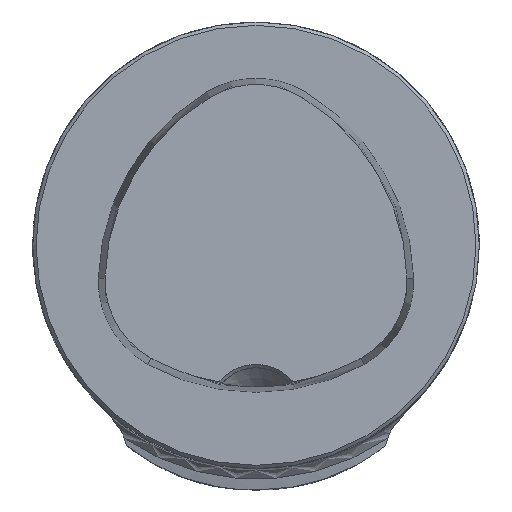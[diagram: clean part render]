
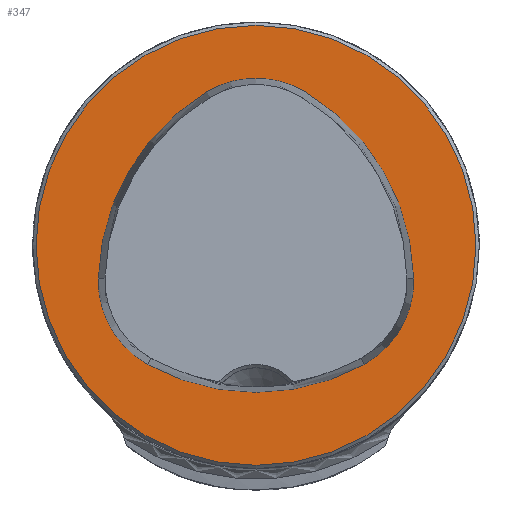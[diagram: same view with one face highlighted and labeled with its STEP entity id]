
A CAD part, top view. The second image highlights one B-rep face of the part: STEP entity #347.
In plain terms, the highlighted planar face has unit normal (0, 0, 1).
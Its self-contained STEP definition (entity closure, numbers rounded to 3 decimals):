
#124=FACE_BOUND('',#663,.T.);
#125=FACE_BOUND('',#664,.T.);
#295=CIRCLE('',#2429,20.063);
#297=CIRCLE('',#2432,20.063);
#298=CIRCLE('',#2433,8.563);
#299=CIRCLE('',#2434,20.063);
#300=CIRCLE('',#2435,8.563);
#301=CIRCLE('',#2436,8.563);
#302=CIRCLE('',#2437,19.7);
#347=ADVANCED_FACE('CU_E_LO_SU_1',(#124,#125),#472,.T.);
#472=PLANE('',#2438);
#663=EDGE_LOOP('',(#969,#970,#971,#972,#973,#974));
#664=EDGE_LOOP('',(#975));
#969=ORIENTED_EDGE('',*,*,#1821,.F.);
#970=ORIENTED_EDGE('',*,*,#1822,.F.);
#971=ORIENTED_EDGE('',*,*,#1823,.F.);
#972=ORIENTED_EDGE('',*,*,#1824,.F.);
#973=ORIENTED_EDGE('',*,*,#1818,.F.);
#974=ORIENTED_EDGE('',*,*,#1825,.F.);
#975=ORIENTED_EDGE('',*,*,#1826,.T.);
#1592=VERTEX_POINT('',#3860);
#1593=VERTEX_POINT('',#3862);
#1595=VERTEX_POINT('',#3868);
#1596=VERTEX_POINT('',#3869);
#1597=VERTEX_POINT('',#3871);
#1598=VERTEX_POINT('',#3873);
#1599=VERTEX_POINT('',#3877);
#1818=EDGE_CURVE('',#1592,#1593,#295,.T.);
#1821=EDGE_CURVE('',#1595,#1596,#297,.T.);
#1822=EDGE_CURVE('',#1597,#1595,#298,.T.);
#1823=EDGE_CURVE('',#1598,#1597,#299,.T.);
#1824=EDGE_CURVE('',#1593,#1598,#300,.T.);
#1825=EDGE_CURVE('',#1596,#1592,#301,.T.);
#1826=EDGE_CURVE('',#1599,#1599,#302,.T.);
#2429=AXIS2_PLACEMENT_3D('',#3861,#2733,#2734);
#2432=AXIS2_PLACEMENT_3D('',#3867,#2740,#2741);
#2433=AXIS2_PLACEMENT_3D('',#3870,#2742,#2743);
#2434=AXIS2_PLACEMENT_3D('',#3872,#2744,#2745);
#2435=AXIS2_PLACEMENT_3D('',#3874,#2746,#2747);
#2436=AXIS2_PLACEMENT_3D('',#3875,#2748,#2749);
#2437=AXIS2_PLACEMENT_3D('',#3876,#2750,#2751);
#2438=AXIS2_PLACEMENT_3D('',#3878,#2752,#2753);
#2733=DIRECTION('',(0.,0.,1.));
#2734=DIRECTION('',(1.,0.,0.));
#2740=DIRECTION('',(0.,0.,1.));
#2741=DIRECTION('',(1.,0.,0.));
#2742=DIRECTION('',(0.,0.,1.));
#2743=DIRECTION('',(1.,0.,0.));
#2744=DIRECTION('',(0.,0.,1.));
#2745=DIRECTION('',(1.,0.,0.));
#2746=DIRECTION('',(0.,0.,1.));
#2747=DIRECTION('',(1.,0.,0.));
#2748=DIRECTION('',(0.,0.,1.));
#2749=DIRECTION('',(1.,0.,0.));
#2750=DIRECTION('',(0.,0.,1.));
#2751=DIRECTION('',(1.,0.,0.));
#2752=DIRECTION('',(0.,0.,1.));
#2753=DIRECTION('',(1.,0.,0.));
#3860=CARTESIAN_POINT('',(-9.704,-10.66,0.));
#3861=CARTESIAN_POINT('',(0.,6.9,0.));
#3862=CARTESIAN_POINT('',(9.704,-10.66,0.));
#3867=CARTESIAN_POINT('',(5.934,-3.451,0.));
#3868=CARTESIAN_POINT('',(-4.418,13.735,0.));
#3869=CARTESIAN_POINT('',(-14.123,-2.953,0.));
#3870=CARTESIAN_POINT('',(0.,6.4,0.));
#3871=CARTESIAN_POINT('',(4.418,13.735,0.));
#3872=CARTESIAN_POINT('',(-5.934,-3.451,0.));
#3873=CARTESIAN_POINT('',(14.123,-2.953,0.));
#3874=CARTESIAN_POINT('',(5.562,-3.165,0.));
#3875=CARTESIAN_POINT('',(-5.562,-3.165,0.));
#3876=CARTESIAN_POINT('',(0.,0.,0.));
#3877=CARTESIAN_POINT('',(19.7,0.,0.));
#3878=CARTESIAN_POINT('',(0.,0.,0.));
